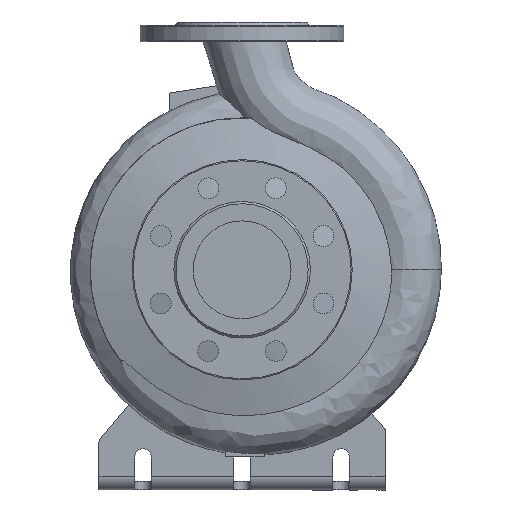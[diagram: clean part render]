
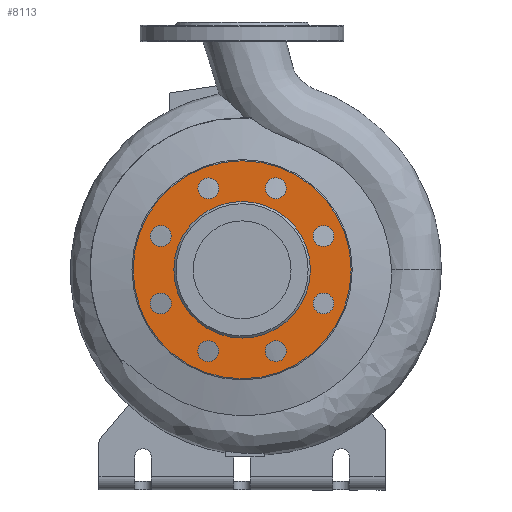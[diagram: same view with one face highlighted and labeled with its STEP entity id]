
A CAD part, left-side view. The second image highlights one B-rep face of the part: STEP entity #8113.
In plain terms, the highlighted planar face has unit normal (-1, 0, 0).
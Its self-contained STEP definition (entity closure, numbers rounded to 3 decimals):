
#228=FACE_BOUND('',#1226,.T.);
#229=FACE_BOUND('',#1227,.T.);
#230=FACE_BOUND('',#1228,.T.);
#231=FACE_BOUND('',#1229,.T.);
#232=FACE_BOUND('',#1230,.T.);
#233=FACE_BOUND('',#1231,.T.);
#234=FACE_BOUND('',#1232,.T.);
#235=FACE_BOUND('',#1233,.T.);
#236=FACE_BOUND('',#1234,.T.);
#340=PLANE('',#8757);
#697=FACE_OUTER_BOUND('',#1225,.T.);
#1225=EDGE_LOOP('',(#6136));
#1226=EDGE_LOOP('',(#6137));
#1227=EDGE_LOOP('',(#6138));
#1228=EDGE_LOOP('',(#6139));
#1229=EDGE_LOOP('',(#6140));
#1230=EDGE_LOOP('',(#6141));
#1231=EDGE_LOOP('',(#6142));
#1232=EDGE_LOOP('',(#6143));
#1233=EDGE_LOOP('',(#6144));
#1234=EDGE_LOOP('',(#6145));
#3088=CIRCLE('',#8732,9.5);
#3090=CIRCLE('',#8735,9.5);
#3092=CIRCLE('',#8738,9.5);
#3094=CIRCLE('',#8741,9.5);
#3096=CIRCLE('',#8744,9.5);
#3098=CIRCLE('',#8747,9.5);
#3100=CIRCLE('',#8750,9.5);
#3102=CIRCLE('',#8753,9.5);
#3103=CIRCLE('',#8755,62.);
#3105=CIRCLE('',#8758,99.);
#3628=VERTEX_POINT('',#12699);
#3630=VERTEX_POINT('',#12704);
#3632=VERTEX_POINT('',#12709);
#3634=VERTEX_POINT('',#12714);
#3636=VERTEX_POINT('',#12719);
#3638=VERTEX_POINT('',#12724);
#3640=VERTEX_POINT('',#12729);
#3642=VERTEX_POINT('',#12734);
#3643=VERTEX_POINT('',#12737);
#3645=VERTEX_POINT('',#12742);
#4554=EDGE_CURVE('',#3628,#3628,#3088,.T.);
#4556=EDGE_CURVE('',#3630,#3630,#3090,.T.);
#4558=EDGE_CURVE('',#3632,#3632,#3092,.T.);
#4560=EDGE_CURVE('',#3634,#3634,#3094,.T.);
#4562=EDGE_CURVE('',#3636,#3636,#3096,.T.);
#4564=EDGE_CURVE('',#3638,#3638,#3098,.T.);
#4566=EDGE_CURVE('',#3640,#3640,#3100,.T.);
#4568=EDGE_CURVE('',#3642,#3642,#3102,.T.);
#4569=EDGE_CURVE('',#3643,#3643,#3103,.T.);
#4571=EDGE_CURVE('',#3645,#3645,#3105,.T.);
#6136=ORIENTED_EDGE('',*,*,#4571,.T.);
#6137=ORIENTED_EDGE('',*,*,#4554,.F.);
#6138=ORIENTED_EDGE('',*,*,#4556,.F.);
#6139=ORIENTED_EDGE('',*,*,#4558,.F.);
#6140=ORIENTED_EDGE('',*,*,#4560,.F.);
#6141=ORIENTED_EDGE('',*,*,#4562,.F.);
#6142=ORIENTED_EDGE('',*,*,#4564,.F.);
#6143=ORIENTED_EDGE('',*,*,#4566,.F.);
#6144=ORIENTED_EDGE('',*,*,#4568,.F.);
#6145=ORIENTED_EDGE('',*,*,#4569,.F.);
#8113=ADVANCED_FACE('',(#697,#228,#229,#230,#231,#232,#233,#234,#235,#236),
#340,.F.);
#8732=AXIS2_PLACEMENT_3D('',#12700,#10118,#10119);
#8735=AXIS2_PLACEMENT_3D('',#12705,#10124,#10125);
#8738=AXIS2_PLACEMENT_3D('',#12710,#10130,#10131);
#8741=AXIS2_PLACEMENT_3D('',#12715,#10136,#10137);
#8744=AXIS2_PLACEMENT_3D('',#12720,#10142,#10143);
#8747=AXIS2_PLACEMENT_3D('',#12725,#10148,#10149);
#8750=AXIS2_PLACEMENT_3D('',#12730,#10154,#10155);
#8753=AXIS2_PLACEMENT_3D('',#12735,#10160,#10161);
#8755=AXIS2_PLACEMENT_3D('',#12738,#10164,#10165);
#8757=AXIS2_PLACEMENT_3D('',#12741,#10168,#10169);
#8758=AXIS2_PLACEMENT_3D('',#12743,#10170,#10171);
#10118=DIRECTION('center_axis',(-1.,0.,0.));
#10119=DIRECTION('ref_axis',(0.,0.707,-0.707));
#10124=DIRECTION('center_axis',(-1.,0.,0.));
#10125=DIRECTION('ref_axis',(0.,1.,0.));
#10130=DIRECTION('center_axis',(-1.,0.,0.));
#10131=DIRECTION('ref_axis',(0.,0.707,0.707));
#10136=DIRECTION('center_axis',(-1.,0.,0.));
#10137=DIRECTION('ref_axis',(0.,0.,
1.));
#10142=DIRECTION('center_axis',(-1.,0.,0.));
#10143=DIRECTION('ref_axis',(0.,-0.707,0.707));
#10148=DIRECTION('center_axis',(-1.,0.,0.));
#10149=DIRECTION('ref_axis',(0.,-1.,0.));
#10154=DIRECTION('center_axis',(-1.,0.,0.));
#10155=DIRECTION('ref_axis',(0.,-0.707,-0.707));
#10160=DIRECTION('center_axis',(-1.,0.,0.));
#10161=DIRECTION('ref_axis',(0.,0.,-1.));
#10164=DIRECTION('center_axis',(-1.,0.,0.));
#10165=DIRECTION('ref_axis',(0.,-1.,0.));
#10168=DIRECTION('center_axis',(1.,0.,0.));
#10169=DIRECTION('ref_axis',(0.,0.,1.));
#10170=DIRECTION('center_axis',(-1.,0.,0.));
#10171=DIRECTION('ref_axis',(0.,-1.,0.));
#12699=CARTESIAN_POINT('',(-98.,-80.628,176.103));
#12700=CARTESIAN_POINT('Origin',(-98.,-73.91,169.385));
#12704=CARTESIAN_POINT('',(-98.,-40.115,126.09));
#12705=CARTESIAN_POINT('Origin',(-98.,-30.615,126.09));
#12709=CARTESIAN_POINT('',(-98.,23.897,119.372));
#12710=CARTESIAN_POINT('Origin',(-98.,30.615,126.09));
#12714=CARTESIAN_POINT('',(-98.,73.91,159.885));
#12715=CARTESIAN_POINT('Origin',(-98.,73.91,169.385));
#12719=CARTESIAN_POINT('',(-98.,80.628,223.897));
#12720=CARTESIAN_POINT('Origin',(-98.,73.91,230.615));
#12724=CARTESIAN_POINT('',(-98.,40.115,273.91));
#12725=CARTESIAN_POINT('Origin',(-98.,30.615,273.91));
#12729=CARTESIAN_POINT('',(-98.,-23.897,280.628));
#12730=CARTESIAN_POINT('Origin',(-98.,-30.615,273.91));
#12734=CARTESIAN_POINT('',(-98.,-73.91,240.115));
#12735=CARTESIAN_POINT('Origin',(-98.,-73.91,230.615));
#12737=CARTESIAN_POINT('',(-98.,-62.,200.));
#12738=CARTESIAN_POINT('Origin',(-98.,0.,200.));
#12741=CARTESIAN_POINT('Origin',(-98.,-80.5,200.));
#12742=CARTESIAN_POINT('',(-98.,-99.,200.));
#12743=CARTESIAN_POINT('Origin',(-98.,0.,200.));
